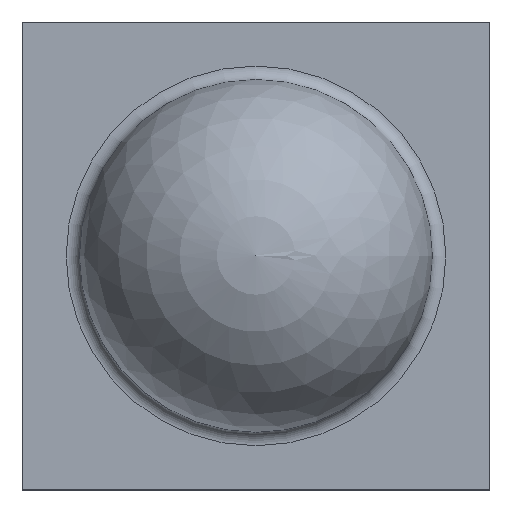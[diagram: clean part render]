
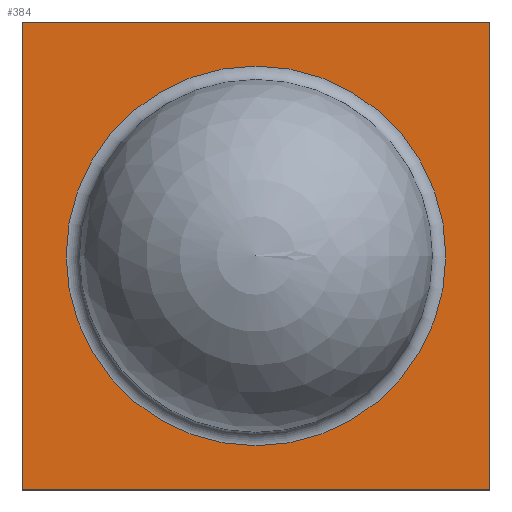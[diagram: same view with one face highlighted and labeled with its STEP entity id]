
A CAD part, top view. The second image highlights one B-rep face of the part: STEP entity #384.
In plain terms, the highlighted planar face has unit normal (0, 0, 1).
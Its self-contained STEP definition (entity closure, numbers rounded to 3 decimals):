
#384 = ADVANCED_FACE( '', ( #721, #722 ), #723, .F. );
#721 = FACE_BOUND( '', #1066, .T. );
#722 = FACE_OUTER_BOUND( '', #1067, .T. );
#723 = PLANE( '', #1068 );
#1066 = EDGE_LOOP( '', ( #1716 ) );
#1067 = EDGE_LOOP( '', ( #1717, #1718, #1719, #1720 ) );
#1068 = AXIS2_PLACEMENT_3D( '', #1721, #1722, #1723 );
#1716 = ORIENTED_EDGE( '', *, *, #2129, .T. );
#1717 = ORIENTED_EDGE( '', *, *, #2242, .F. );
#1718 = ORIENTED_EDGE( '', *, *, #2338, .F. );
#1719 = ORIENTED_EDGE( '', *, *, #2333, .F. );
#1720 = ORIENTED_EDGE( '', *, *, #2232, .F. );
#1721 = CARTESIAN_POINT( '', ( 0., 0., 0.19 ) );
#1722 = DIRECTION( '', ( 0., 0., -1. ) );
#1723 = DIRECTION( '', ( -1., 0., 0. ) );
#2129 = EDGE_CURVE( '', #2494, #2494, #2495, .T. );
#2232 = EDGE_CURVE( '', #2670, #2672, #2673, .T. );
#2242 = EDGE_CURVE( '', #2687, #2670, #2689, .T. );
#2333 = EDGE_CURVE( '', #2672, #2814, #2815, .T. );
#2338 = EDGE_CURVE( '', #2814, #2687, #2820, .T. );
#2494 = VERTEX_POINT( '', #3019 );
#2495 = CIRCLE( '', #3020, 1.4 );
#2670 = VERTEX_POINT( '', #3266 );
#2672 = VERTEX_POINT( '', #3269 );
#2673 = LINE( '', #3270, #3271 );
#2687 = VERTEX_POINT( '', #3291 );
#2689 = LINE( '', #3294, #3295 );
#2814 = VERTEX_POINT( '', #3485 );
#2815 = LINE( '', #3486, #3487 );
#2820 = LINE( '', #3494, #3495 );
#3019 = CARTESIAN_POINT( '', ( -1.4, 0., 0.19 ) );
#3020 = AXIS2_PLACEMENT_3D( '', #3659, #3660, #3661 );
#3266 = CARTESIAN_POINT( '', ( 1.725, -1.725, 0.19 ) );
#3269 = CARTESIAN_POINT( '', ( -1.725, -1.725, 0.19 ) );
#3270 = CARTESIAN_POINT( '', ( 1.725, -1.725, 0.19 ) );
#3271 = VECTOR( '', #3761, 1000. );
#3291 = CARTESIAN_POINT( '', ( 1.725, 1.725, 0.19 ) );
#3294 = CARTESIAN_POINT( '', ( 1.725, 1.725, 0.19 ) );
#3295 = VECTOR( '', #3769, 1000. );
#3485 = CARTESIAN_POINT( '', ( -1.725, 1.725, 0.19 ) );
#3486 = CARTESIAN_POINT( '', ( -1.725, -1.725, 0.19 ) );
#3487 = VECTOR( '', #3835, 1000. );
#3494 = CARTESIAN_POINT( '', ( -1.725, 1.725, 0.19 ) );
#3495 = VECTOR( '', #3838, 1000. );
#3659 = CARTESIAN_POINT( '', ( 0., 0., 0.19 ) );
#3660 = DIRECTION( '', ( 0., 0., -1. ) );
#3661 = DIRECTION( '', ( -1., 0., 0. ) );
#3761 = DIRECTION( '', ( -1., 0., 0. ) );
#3769 = DIRECTION( '', ( 0., -1., 0. ) );
#3835 = DIRECTION( '', ( 0., 1., 0. ) );
#3838 = DIRECTION( '', ( 1., 0., 0. ) );
